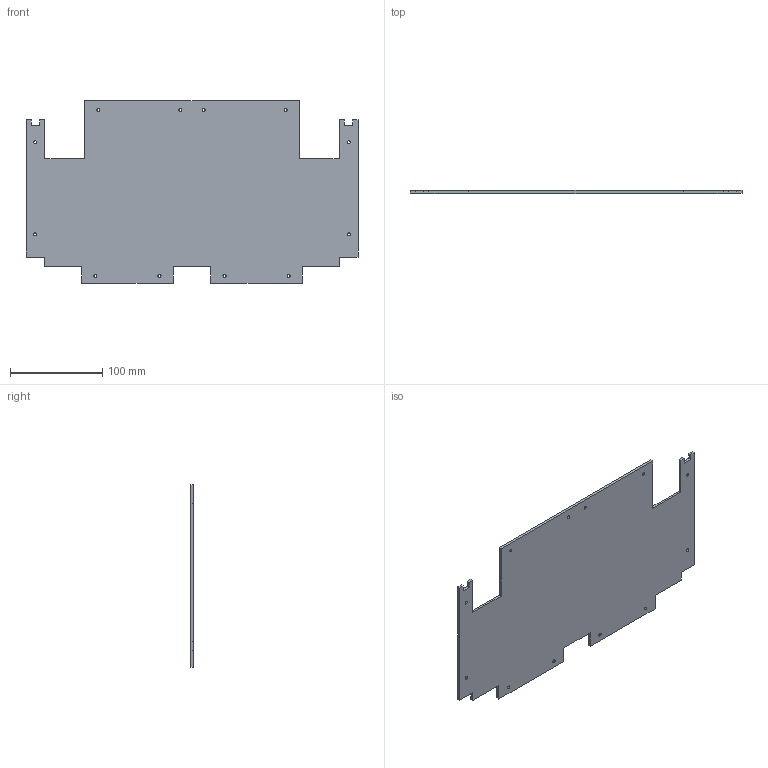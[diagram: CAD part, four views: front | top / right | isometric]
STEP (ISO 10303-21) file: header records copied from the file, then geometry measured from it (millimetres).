
FILE_DESCRIPTION (( 'STEP AP203' ), '1' );
FILE_NAME ('ヶ菁啣.STEP', '2024-01-19T05:46:16', ( 'Leo' ), ( '' ), 'SwSTEP 2.0', 'SolidWorks 2022', '' );
FILE_SCHEMA (( 'CONFIG_CONTROL_DESIGN' ));
Length unit declared in the file: millimetre
Products named in the file (1): 前底板
Bounding box: 360 x 3 x 198 mm (x, y, z)
Volume: 184437.5 mm3; surface area: 127375.5 mm2
Topology: 1 solids, 1 shells, 58 faces, 168 edges, 112 vertices
Faces by surface type: plane 34, cylinder 24
Entity records: 2045 total; most frequent: CARTESIAN_POINT 339, ORIENTED_EDGE 336, DIRECTION 334, EDGE_CURVE 168, LINE 120, VECTOR 120, VERTEX_POINT 112, AXIS2_PLACEMENT_3D 107
